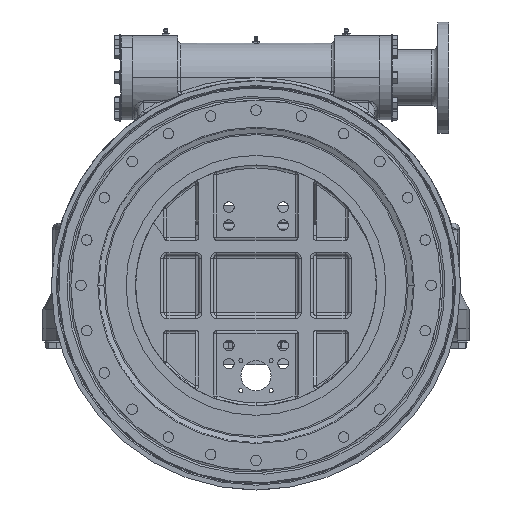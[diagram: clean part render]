
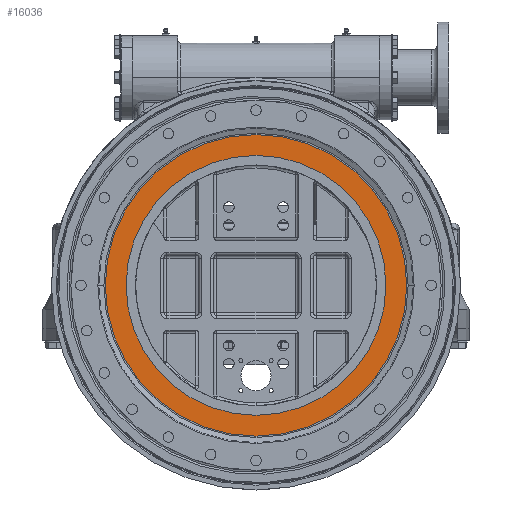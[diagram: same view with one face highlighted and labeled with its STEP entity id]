
A CAD part, front view. The second image highlights one B-rep face of the part: STEP entity #16036.
In plain terms, the highlighted planar face has unit normal (0, -1, 0).
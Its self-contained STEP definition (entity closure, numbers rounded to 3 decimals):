
#2109 = EDGE_CURVE ( 'NONE', #108940, #120940, #86969, .T. ) ;
#3901 = CIRCLE ( 'NONE', #103466, 250.5 ) ;
#16036 = ADVANCED_FACE ( 'NONE', ( #94727, #65729 ), #26981, .T. ) ;
#17453 = ORIENTED_EDGE ( 'NONE', *, *, #83211, .F. ) ;
#20228 = DIRECTION ( 'NONE',  ( 1., 0., 0. ) ) ;
#25717 = CARTESIAN_POINT ( 'NONE',  ( 0., -593., 0. ) ) ;
#26981 = PLANE ( 'NONE',  #121137 ) ;
#29106 = CARTESIAN_POINT ( 'NONE',  ( 0., -593., 0. ) ) ;
#36035 = CIRCLE ( 'NONE', #38452, 215.9 ) ;
#38452 = AXIS2_PLACEMENT_3D ( 'NONE', #53061, #139056, #129503 ) ;
#40986 = DIRECTION ( 'NONE',  ( 0., 1., 0. ) ) ;
#44751 = EDGE_LOOP ( 'NONE', ( #114393, #17453 ) ) ;
#50104 = EDGE_LOOP ( 'NONE', ( #131002, #107345 ) ) ;
#50339 = DIRECTION ( 'NONE',  ( 0., -1., 0. ) ) ;
#53061 = CARTESIAN_POINT ( 'NONE',  ( 0., -593., 0. ) ) ;
#56218 = DIRECTION ( 'NONE',  ( 1., 0., 0. ) ) ;
#63677 = CARTESIAN_POINT ( 'NONE',  ( 0., -593., 0. ) ) ;
#65729 = FACE_OUTER_BOUND ( 'NONE', #44751, .T. ) ;
#66707 = CARTESIAN_POINT ( 'NONE',  ( 250.5, -593., 0. ) ) ;
#73598 = EDGE_CURVE ( 'NONE', #120940, #108940, #36035, .T. ) ;
#83211 = EDGE_CURVE ( 'NONE', #118817, #90105, #126473, .T. ) ;
#86969 = CIRCLE ( 'NONE', #134115, 215.9 ) ;
#90105 = VERTEX_POINT ( 'NONE', #66707 ) ;
#90272 = CARTESIAN_POINT ( 'NONE',  ( 215.9, -593., 0. ) ) ;
#94727 = FACE_BOUND ( 'NONE', #50104, .T. ) ;
#99805 = CARTESIAN_POINT ( 'NONE',  ( -215.9, -593., 0. ) ) ;
#102239 = CARTESIAN_POINT ( 'NONE',  ( -250.5, -593., 0. ) ) ;
#103466 = AXIS2_PLACEMENT_3D ( 'NONE', #29106, #40986, #138854 ) ;
#104741 = DIRECTION ( 'NONE',  ( -1., 0., 0. ) ) ;
#107345 = ORIENTED_EDGE ( 'NONE', *, *, #2109, .T. ) ;
#108940 = VERTEX_POINT ( 'NONE', #99805 ) ;
#114393 = ORIENTED_EDGE ( 'NONE', *, *, #134447, .F. ) ;
#118475 = AXIS2_PLACEMENT_3D ( 'NONE', #25717, #122625, #56218 ) ;
#118817 = VERTEX_POINT ( 'NONE', #102239 ) ;
#119483 = DIRECTION ( 'NONE',  ( 0., 1., 0. ) ) ;
#120940 = VERTEX_POINT ( 'NONE', #90272 ) ;
#121137 = AXIS2_PLACEMENT_3D ( 'NONE', #135269, #50339, #104741 ) ;
#122625 = DIRECTION ( 'NONE',  ( 0., 1., 0. ) ) ;
#126473 = CIRCLE ( 'NONE', #118475, 250.5 ) ;
#129503 = DIRECTION ( 'NONE',  ( 1., 0., 0. ) ) ;
#131002 = ORIENTED_EDGE ( 'NONE', *, *, #73598, .T. ) ;
#134115 = AXIS2_PLACEMENT_3D ( 'NONE', #63677, #119483, #20228 ) ;
#134447 = EDGE_CURVE ( 'NONE', #90105, #118817, #3901, .T. ) ;
#135269 = CARTESIAN_POINT ( 'NONE',  ( 262.75, -593., 0. ) ) ;
#138854 = DIRECTION ( 'NONE',  ( 1., 0., 0. ) ) ;
#139056 = DIRECTION ( 'NONE',  ( 0., 1., 0. ) ) ;
